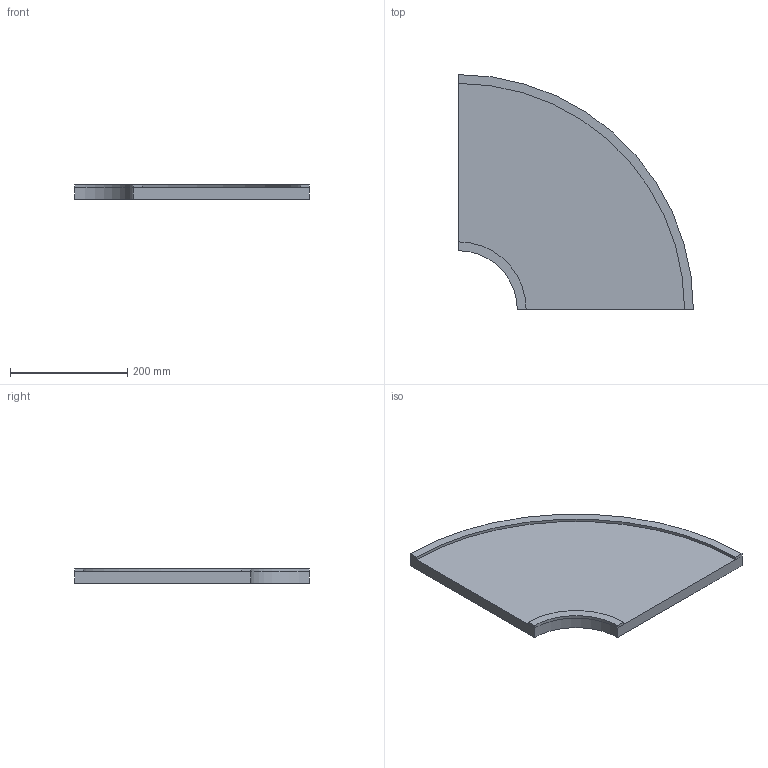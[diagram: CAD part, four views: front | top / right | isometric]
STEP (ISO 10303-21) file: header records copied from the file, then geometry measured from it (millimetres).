
FILE_DESCRIPTION(/* description */ (''),/* implementation_level */ '2;1');
FILE_NAME(/* name */ 'assy_curved_left.stp',/* time_stamp */ '2017-11-16T15:50:22-07:00',/* author */ ('Platform'),/* organization */ (''),/* preprocessor_version */ 'ST-DEVELOPER v16.13',/* originating_system */ 'Autodesk Inventor 2018',/* authorisation */ '');
FILE_SCHEMA (('AUTOMOTIVE_DESIGN { 1 0 10303 214 3 1 1 }'));
Products named in the file (4): assy_curved_left; upper_plate_curve v1; curved_line_big; curved_line_sml
Assembly tree (3 placements, depth 2):
  assy_curved_left
    upper_plate_curve v1
    curved_line_big
    curved_line_sml
Bounding box: 400 x 400 x 25 mm (x, y, z)
Surface area: 821698.2 mm2
Topology: 5 solids, 5 shells, 30 faces, 60 edges, 40 vertices
Faces by surface type: plane 20, cylinder 10
Entity records: 963 total; most frequent: DIRECTION 156, CARTESIAN_POINT 138, ORIENTED_EDGE 120, EDGE_CURVE 60, AXIS2_PLACEMENT_3D 58, LINE 40, VECTOR 40, VERTEX_POINT 40
